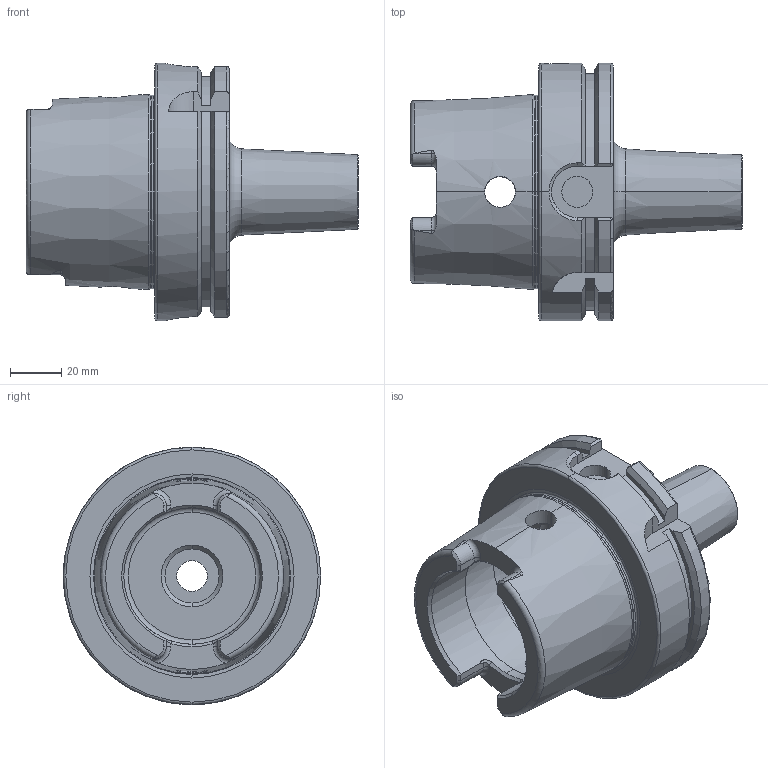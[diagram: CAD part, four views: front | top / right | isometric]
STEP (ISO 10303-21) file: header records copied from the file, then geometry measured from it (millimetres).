
FILE_DESCRIPTION (( 'STEP AP214' ), '1' );
FILE_NAME ('91100A-ES8M16050.STEP', '2020-09-26T10:20:53', ( '' ), ( '' ), 'SwSTEP 2.0', 'SolidWorks 2018', '' );
FILE_SCHEMA (( 'AUTOMOTIVE_DESIGN' ));
Length unit declared in the file: millimetre
Products named in the file (1): 91100A-ES8M16050
Bounding box: 129 x 100 x 100 mm (x, y, z)
Volume: 285472.3 mm3; surface area: 56356.3 mm2
Topology: 1 solids, 1 shells, 174 faces, 431 edges, 262 vertices
Faces by surface type: cylinder 52, plane 50, cone 33, torus 29, bspline 10
Entity records: 6697 total; most frequent: CARTESIAN_POINT 2374, ORIENTED_EDGE 858, DIRECTION 814, EDGE_CURVE 429, AXIS2_PLACEMENT_3D 332, VERTEX_POINT 262, EDGE_LOOP 185, ADVANCED_FACE 174
